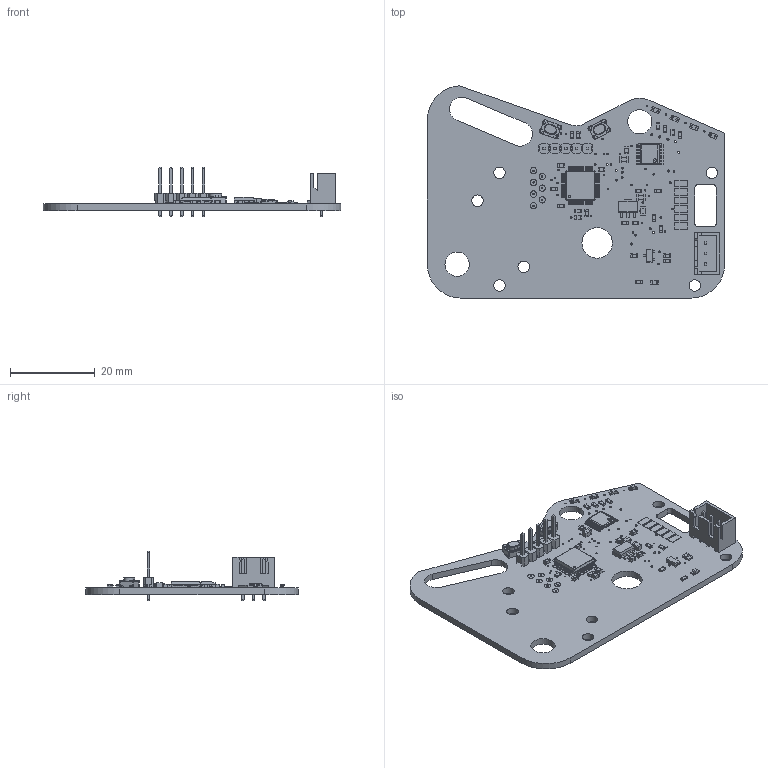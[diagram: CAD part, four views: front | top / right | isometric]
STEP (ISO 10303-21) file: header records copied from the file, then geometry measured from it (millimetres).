
FILE_DESCRIPTION(/* description */ ('STEP AP242','CAx-IF Rec.Pracs.---Representation and Presentation of Product Manufacturing Information (PMI)---4.0---2014-10-13','CAx-IF Rec.Pracs.---3D Tessellated Geometry---0.4---2014-09-14','2;1'),/* implementation_level */ '2;1');
FILE_NAME(/* name */ '62f53b0366306771a1c09d0b',/* time_stamp */ '2022-08-11T17:23:20+00:00',/* author */ (''),/* organization */ (''),/* preprocessor_version */ 'ST-DEVELOPER v18.102',/* originating_system */ ' ',/* authorisation */ ' ');
FILE_SCHEMA (('AP242_MANAGED_MODEL_BASED_3D_ENGINEERING_MIM_LF { 1 0 10303 442 1 1 4 }'));
Products named in the file (78): IC_DRV8833PWPR; PIN-SMD-1X1-TEST_1M5_6; PIN-SMD-1X1-TEST_1M5_5; PIN-SMD-1X1-TEST_1M5_4; PIN-SMD-1X1-TEST_1M5_3; PIN-SMD-1X1-TEST_1M5_2; PIN-SMD-1X1-TEST_1M5_1; PIN-SMD-1X1-TEST_1M5; 0805-DOT_4; 0805-DOT_3; 0805-DOT_2; 0805-DOT_1; 0805-DOT; PTS815SJK250 (4)_1; PTS815SJK250 (3)_1; PTS815SJK250 (2)_1; PTS815SJK250 (1)_1; PTS815SJK250_1; PTS815SJK250 (4); PTS815SJK250 (3); PTS815SJK250 (2); PTS815SJK250 (1); PTS815SJK250; PIN_1X1_SMD_BIG_L_5; PIN_1X1_SMD_BIG_L_4; PIN_1X1_SMD_BIG_L_3; PIN_1X1_SMD_BIG_L_2; PIN_1X1_SMD_BIG_L_1; PIN_1X1_SMD_BIG_L; B3B-XH; SOT23-BEC; PIN_5X1_HD; SOT-89; 0805_CAP_2; 0805_CAP_1; 0805_CAP; 0603_CAP_9; 0603_CAP_8; 0603_CAP_7; 0603_CAP_6 ...
Bounding box: 70 x 49.99 x 11.6 mm (x, y, z)
Volume: 4826.3 mm3; surface area: 8102.3 mm2
Topology: 78 solids, 78 shells, 2717 faces, 7010 edges, 4503 vertices
Faces by surface type: plane 2051, cylinder 629, torus 28, sphere 9
Full cylindrical faces by diameter (mm): 0.35 x70, 0.4 x14, 0.5 x13, 0.6 x4, 0.8 x4, 0.9 x5, 1.5 x7, 2.7 x6, 5.699 x2, 7.2 x1
Entity records: 86648 total; most frequent: CARTESIAN_POINT 14178, DIRECTION 13873, ORIENTED_EDGE 13762, EDGE_CURVE 6881, LINE 5479, VECTOR 5479, VERTEX_POINT 4502, AXIS2_PLACEMENT_3D 4197
